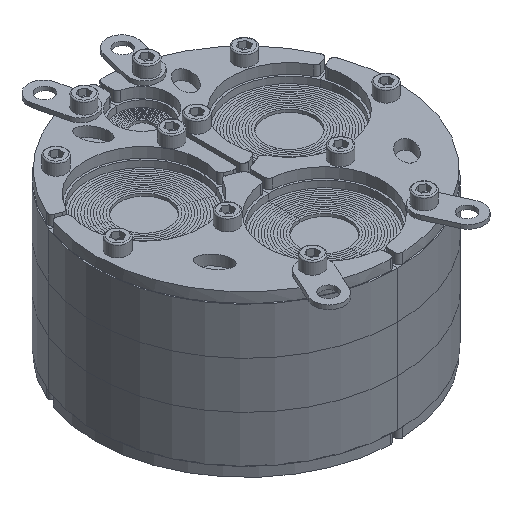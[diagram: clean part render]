
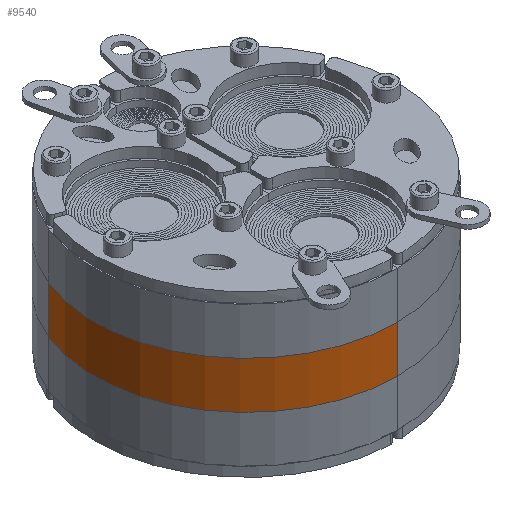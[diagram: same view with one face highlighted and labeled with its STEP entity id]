
A CAD part, isometric view. The second image highlights one B-rep face of the part: STEP entity #9540.
In plain terms, the highlighted cylindrical face has radius 74.5 mm (diameter 149 mm), a partial arc.
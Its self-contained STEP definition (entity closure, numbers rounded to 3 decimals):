
#731=FACE_OUTER_BOUND('',#1330,.T.);
#1330=EDGE_LOOP('',(#6612,#6613,#6614,#6615));
#1922=LINE('',#14719,#2611);
#2057=LINE('',#15157,#2746);
#2611=VECTOR('',#11591,10.);
#2746=VECTOR('',#12022,10.);
#3346=CIRCLE('',#10300,74.5);
#3360=CIRCLE('',#10316,74.5);
#3910=VERTEX_POINT('',#14670);
#3932=VERTEX_POINT('',#14718);
#4070=VERTEX_POINT('',#15116);
#4087=VERTEX_POINT('',#15156);
#4808=EDGE_CURVE('',#3910,#3932,#1922,.T.);
#5008=EDGE_CURVE('',#3910,#4070,#3346,.T.);
#5028=EDGE_CURVE('',#4070,#4087,#2057,.T.);
#5029=EDGE_CURVE('',#3932,#4087,#3360,.T.);
#6612=ORIENTED_EDGE('',*,*,#5028,.T.);
#6613=ORIENTED_EDGE('',*,*,#5029,.F.);
#6614=ORIENTED_EDGE('',*,*,#4808,.F.);
#6615=ORIENTED_EDGE('',*,*,#5008,.T.);
#8677=CYLINDRICAL_SURFACE('',#10315,74.5);
#9540=ADVANCED_FACE('',(#731),#8677,.T.);
#10300=AXIS2_PLACEMENT_3D('',#15118,#11984,#11985);
#10315=AXIS2_PLACEMENT_3D('',#15155,#12020,#12021);
#10316=AXIS2_PLACEMENT_3D('',#15158,#12023,#12024);
#11591=DIRECTION('',(0.,0.,1.));
#11984=DIRECTION('center_axis',(0.,0.,
1.));
#11985=DIRECTION('ref_axis',(0.,1.,0.));
#12020=DIRECTION('center_axis',(0.,0.,
1.));
#12021=DIRECTION('ref_axis',(0.,1.,0.));
#12022=DIRECTION('',(0.,0.,1.));
#12023=DIRECTION('center_axis',(0.,0.,
1.));
#12024=DIRECTION('ref_axis',(0.,1.,0.));
#14670=CARTESIAN_POINT('',(-69.075,27.908,-46.));
#14718=CARTESIAN_POINT('',(-69.075,27.908,-23.));
#14719=CARTESIAN_POINT('',(-69.075,27.908,-34.5));
#15116=CARTESIAN_POINT('',(0.,-74.5,-46.));
#15118=CARTESIAN_POINT('Origin',(0.,0.,
-46.));
#15155=CARTESIAN_POINT('Origin',(0.,0.,
-34.5));
#15156=CARTESIAN_POINT('',(0.,-74.5,-23.));
#15157=CARTESIAN_POINT('',(0.,-74.5,-34.5));
#15158=CARTESIAN_POINT('Origin',(0.,0.,
-23.));
